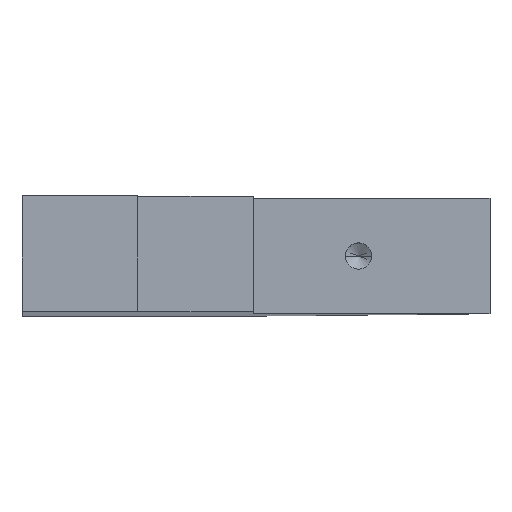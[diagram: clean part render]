
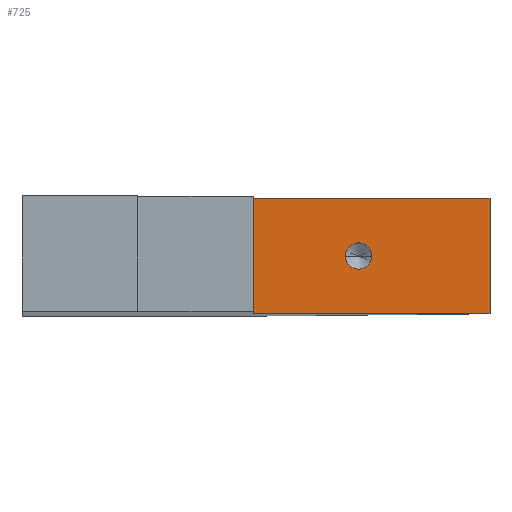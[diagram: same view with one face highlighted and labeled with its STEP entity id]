
A CAD part, top view. The second image highlights one B-rep face of the part: STEP entity #725.
In plain terms, the highlighted planar face has unit normal (0, 0, 1).
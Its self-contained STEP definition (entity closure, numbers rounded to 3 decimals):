
#6 = VERTEX_POINT ( 'NONE', #559 ) ;
#25 = AXIS2_PLACEMENT_3D ( 'NONE', #850, #835, #172 ) ;
#26 = CARTESIAN_POINT ( 'NONE',  ( 66.5, 0., -270. ) ) ;
#40 = DIRECTION ( 'NONE',  ( 0., 1., 0. ) ) ;
#58 = VECTOR ( 'NONE', #833, 1000. ) ;
#85 = LINE ( 'NONE', #829, #590 ) ;
#123 = ORIENTED_EDGE ( 'NONE', *, *, #408, .T. ) ;
#130 = ORIENTED_EDGE ( 'NONE', *, *, #173, .T. ) ;
#132 = EDGE_CURVE ( 'NONE', #677, #795, #85, .T. ) ;
#149 = CARTESIAN_POINT ( 'NONE',  ( 44., 11., -270. ) ) ;
#172 = DIRECTION ( 'NONE',  ( 1., 0., 0. ) ) ;
#173 = EDGE_CURVE ( 'NONE', #418, #677, #647, .T. ) ;
#246 = CARTESIAN_POINT ( 'NONE',  ( 64., 11., -270. ) ) ;
#260 = CARTESIAN_POINT ( 'NONE',  ( 66.5, 22., -270. ) ) ;
#279 = EDGE_LOOP ( 'NONE', ( #451, #554 ) ) ;
#294 = CARTESIAN_POINT ( 'NONE',  ( 89., 22., -270. ) ) ;
#308 = DIRECTION ( 'NONE',  ( -1., 0., 0. ) ) ;
#310 = CIRCLE ( 'NONE', #791, 2.5 ) ;
#317 = VERTEX_POINT ( 'NONE', #445 ) ;
#330 = DIRECTION ( 'NONE',  ( -1., 0., 0. ) ) ;
#354 = VECTOR ( 'NONE', #330, 1000. ) ;
#404 = VECTOR ( 'NONE', #732, 1000. ) ;
#406 = ORIENTED_EDGE ( 'NONE', *, *, #500, .T. ) ;
#408 = EDGE_CURVE ( 'NONE', #795, #551, #504, .T. ) ;
#418 = VERTEX_POINT ( 'NONE', #542 ) ;
#445 = CARTESIAN_POINT ( 'NONE',  ( 66.5, 11., -270. ) ) ;
#451 = ORIENTED_EDGE ( 'NONE', *, *, #859, .F. ) ;
#476 = DIRECTION ( 'NONE',  ( 0., 0., 1. ) ) ;
#494 = EDGE_CURVE ( 'NONE', #317, #6, #657, .T. ) ;
#500 = EDGE_CURVE ( 'NONE', #551, #418, #595, .T. ) ;
#504 = LINE ( 'NONE', #260, #354 ) ;
#542 = CARTESIAN_POINT ( 'NONE',  ( 44., 0., -270. ) ) ;
#551 = VERTEX_POINT ( 'NONE', #555 ) ;
#554 = ORIENTED_EDGE ( 'NONE', *, *, #494, .F. ) ;
#555 = CARTESIAN_POINT ( 'NONE',  ( 44., 22., -270. ) ) ;
#559 = CARTESIAN_POINT ( 'NONE',  ( 61.5, 11., -270. ) ) ;
#590 = VECTOR ( 'NONE', #40, 1000. ) ;
#595 = LINE ( 'NONE', #149, #404 ) ;
#605 = CARTESIAN_POINT ( 'NONE',  ( 64., 11., -270. ) ) ;
#640 = ORIENTED_EDGE ( 'NONE', *, *, #132, .T. ) ;
#647 = LINE ( 'NONE', #26, #58 ) ;
#657 = CIRCLE ( 'NONE', #760, 2.5 ) ;
#662 = DIRECTION ( 'NONE',  ( -1., 0., 0. ) ) ;
#677 = VERTEX_POINT ( 'NONE', #682 ) ;
#682 = CARTESIAN_POINT ( 'NONE',  ( 89., 0., -270. ) ) ;
#691 = PLANE ( 'NONE',  #25 ) ;
#707 = DIRECTION ( 'NONE',  ( 0., 0., 1. ) ) ;
#725 = ADVANCED_FACE ( 'NONE', ( #772, #786 ), #691, .T. ) ;
#729 = EDGE_LOOP ( 'NONE', ( #123, #406, #130, #640 ) ) ;
#732 = DIRECTION ( 'NONE',  ( 0., -1., 0. ) ) ;
#760 = AXIS2_PLACEMENT_3D ( 'NONE', #605, #476, #662 ) ;
#772 = FACE_BOUND ( 'NONE', #279, .T. ) ;
#786 = FACE_OUTER_BOUND ( 'NONE', #729, .T. ) ;
#791 = AXIS2_PLACEMENT_3D ( 'NONE', #246, #707, #308 ) ;
#795 = VERTEX_POINT ( 'NONE', #294 ) ;
#829 = CARTESIAN_POINT ( 'NONE',  ( 89., 11., -270. ) ) ;
#833 = DIRECTION ( 'NONE',  ( 1., 0., 0. ) ) ;
#835 = DIRECTION ( 'NONE',  ( 0., 0., 1. ) ) ;
#850 = CARTESIAN_POINT ( 'NONE',  ( 43.99, -0.01, -270. ) ) ;
#859 = EDGE_CURVE ( 'NONE', #6, #317, #310, .T. ) ;
